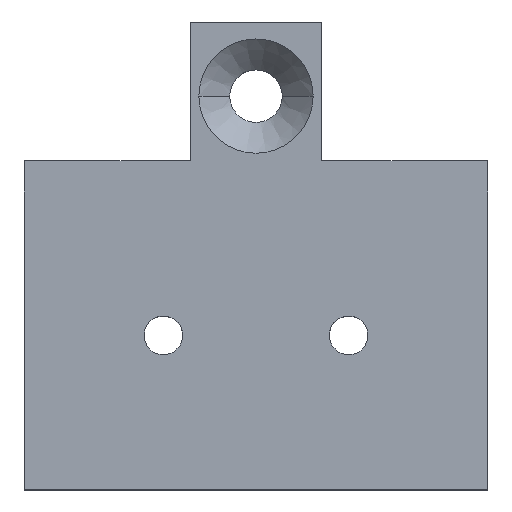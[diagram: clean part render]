
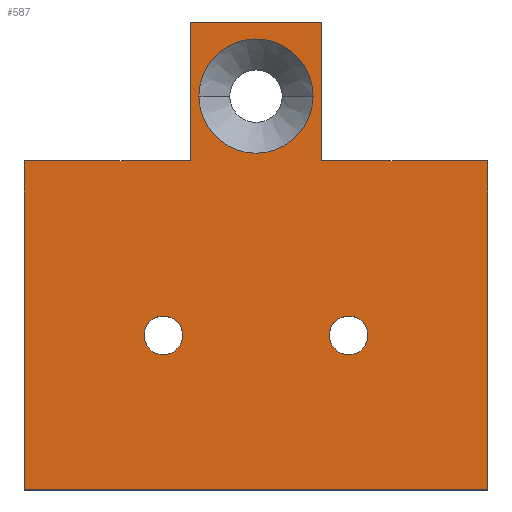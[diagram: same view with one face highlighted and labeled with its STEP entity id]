
A CAD part, top view. The second image highlights one B-rep face of the part: STEP entity #587.
In plain terms, the highlighted planar face has unit normal (0, 0, 1).
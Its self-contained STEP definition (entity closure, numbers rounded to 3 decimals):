
#5 = AXIS2_PLACEMENT_3D ( 'NONE', #418, #333, #693 ) ;
#8 = CARTESIAN_POINT ( 'NONE',  ( 65., -11.95, 8. ) ) ;
#20 = VERTEX_POINT ( 'NONE', #944 ) ;
#25 = LINE ( 'NONE', #1110, #602 ) ;
#26 = ORIENTED_EDGE ( 'NONE', *, *, #527, .F. ) ;
#29 = VECTOR ( 'NONE', #1168, 1000. ) ;
#34 = LINE ( 'NONE', #1137, #306 ) ;
#51 = EDGE_CURVE ( 'NONE', #1053, #817, #61, .T. ) ;
#61 = CIRCLE ( 'NONE', #741, 1.25 ) ;
#66 = CIRCLE ( 'NONE', #241, 3.7 ) ;
#67 = FACE_OUTER_BOUND ( 'NONE', #571, .T. ) ;
#70 = VERTEX_POINT ( 'NONE', #8 ) ;
#83 = DIRECTION ( 'NONE',  ( 0., -1., 0. ) ) ;
#98 = DIRECTION ( 'NONE',  ( -1., 0., 0. ) ) ;
#106 = EDGE_CURVE ( 'NONE', #367, #892, #109, .T. ) ;
#109 = LINE ( 'NONE', #474, #563 ) ;
#110 = DIRECTION ( 'NONE',  ( 0., 0., -1. ) ) ;
#129 = VERTEX_POINT ( 'NONE', #227 ) ;
#132 = DIRECTION ( 'NONE',  ( -1., 0., 0. ) ) ;
#138 = CARTESIAN_POINT ( 'NONE',  ( 50., -7.75, 8. ) ) ;
#166 = ORIENTED_EDGE ( 'NONE', *, *, #706, .F. ) ;
#167 = CARTESIAN_POINT ( 'NONE',  ( 40., -11.95, 8. ) ) ;
#170 = ORIENTED_EDGE ( 'NONE', *, *, #353, .T. ) ;
#189 = VERTEX_POINT ( 'NONE', #1132 ) ;
#198 = VERTEX_POINT ( 'NONE', #221 ) ;
#211 = VECTOR ( 'NONE', #597, 1000. ) ;
#221 = CARTESIAN_POINT ( 'NONE',  ( 54.25, -2.95, 8. ) ) ;
#227 = CARTESIAN_POINT ( 'NONE',  ( 53.7, -7.75, 8. ) ) ;
#230 = DIRECTION ( 'NONE',  ( 0., 0., -1. ) ) ;
#241 = AXIS2_PLACEMENT_3D ( 'NONE', #138, #230, #132 ) ;
#242 = CARTESIAN_POINT ( 'NONE',  ( 42.75, -23.25, 8. ) ) ;
#268 = EDGE_LOOP ( 'NONE', ( #170, #392 ) ) ;
#279 = LINE ( 'NONE', #1186, #507 ) ;
#282 = ORIENTED_EDGE ( 'NONE', *, *, #802, .F. ) ;
#290 = DIRECTION ( 'NONE',  ( -1., 0., 0. ) ) ;
#302 = LINE ( 'NONE', #862, #520 ) ;
#306 = VECTOR ( 'NONE', #316, 1000. ) ;
#309 = AXIS2_PLACEMENT_3D ( 'NONE', #835, #374, #1011 ) ;
#316 = DIRECTION ( 'NONE',  ( 1., 0., 0. ) ) ;
#333 = DIRECTION ( 'NONE',  ( 0., 0., -1. ) ) ;
#336 = FACE_BOUND ( 'NONE', #714, .T. ) ;
#353 = EDGE_CURVE ( 'NONE', #946, #1005, #1161, .T. ) ;
#358 = VECTOR ( 'NONE', #1147, 1000. ) ;
#367 = VERTEX_POINT ( 'NONE', #776 ) ;
#374 = DIRECTION ( 'NONE',  ( 0., 0., -1. ) ) ;
#392 = ORIENTED_EDGE ( 'NONE', *, *, #980, .T. ) ;
#415 = LINE ( 'NONE', #968, #358 ) ;
#418 = CARTESIAN_POINT ( 'NONE',  ( 56., -23.25, 8. ) ) ;
#426 = FACE_BOUND ( 'NONE', #268, .T. ) ;
#432 = ORIENTED_EDGE ( 'NONE', *, *, #513, .T. ) ;
#433 = CARTESIAN_POINT ( 'NONE',  ( 65., -33.25, 8. ) ) ;
#474 = CARTESIAN_POINT ( 'NONE',  ( 35., -34.609, 8. ) ) ;
#501 = ORIENTED_EDGE ( 'NONE', *, *, #931, .T. ) ;
#503 = CARTESIAN_POINT ( 'NONE',  ( 45.75, -2.95, 8. ) ) ;
#507 = VECTOR ( 'NONE', #83, 1000. ) ;
#513 = EDGE_CURVE ( 'NONE', #1091, #70, #302, .T. ) ;
#520 = VECTOR ( 'NONE', #669, 1000. ) ;
#527 = EDGE_CURVE ( 'NONE', #892, #987, #34, .T. ) ;
#544 = ORIENTED_EDGE ( 'NONE', *, *, #879, .T. ) ;
#549 = ORIENTED_EDGE ( 'NONE', *, *, #1079, .F. ) ;
#557 = CARTESIAN_POINT ( 'NONE',  ( 45.75, -11.95, 8. ) ) ;
#563 = VECTOR ( 'NONE', #843, 1000. ) ;
#571 = EDGE_LOOP ( 'NONE', ( #26, #836, #914, #432, #549, #166, #282, #544 ) ) ;
#579 = EDGE_LOOP ( 'NONE', ( #1185, #822 ) ) ;
#583 = DIRECTION ( 'NONE',  ( 1., 0., 0. ) ) ;
#587 = ADVANCED_FACE ( 'NONE', ( #612, #426, #336, #67 ), #792, .F. ) ;
#597 = DIRECTION ( 'NONE',  ( 1., 0., 0. ) ) ;
#602 = VECTOR ( 'NONE', #583, 1000. ) ;
#606 = CIRCLE ( 'NONE', #1064, 1.25 ) ;
#611 = CARTESIAN_POINT ( 'NONE',  ( 45.25, -23.25, 8. ) ) ;
#612 = FACE_BOUND ( 'NONE', #579, .T. ) ;
#666 = VERTEX_POINT ( 'NONE', #1103 ) ;
#669 = DIRECTION ( 'NONE',  ( 0., 1., 0. ) ) ;
#693 = DIRECTION ( 'NONE',  ( -1., 0., 0. ) ) ;
#702 = DIRECTION ( 'NONE',  ( 0., 0., -1. ) ) ;
#706 = EDGE_CURVE ( 'NONE', #198, #189, #279, .T. ) ;
#708 = CARTESIAN_POINT ( 'NONE',  ( 57.25, -23.25, 8. ) ) ;
#714 = EDGE_LOOP ( 'NONE', ( #501, #785 ) ) ;
#741 = AXIS2_PLACEMENT_3D ( 'NONE', #1029, #1096, #1112 ) ;
#747 = CARTESIAN_POINT ( 'NONE',  ( 54.75, -23.25, 8. ) ) ;
#776 = CARTESIAN_POINT ( 'NONE',  ( 35., -33.25, 8. ) ) ;
#778 = EDGE_CURVE ( 'NONE', #367, #1091, #25, .T. ) ;
#784 = AXIS2_PLACEMENT_3D ( 'NONE', #1066, #702, #788 ) ;
#785 = ORIENTED_EDGE ( 'NONE', *, *, #51, .T. ) ;
#788 = DIRECTION ( 'NONE',  ( -1., 0., 0. ) ) ;
#789 = EDGE_CURVE ( 'NONE', #129, #20, #66, .T. ) ;
#792 = PLANE ( 'NONE',  #784 ) ;
#796 = CIRCLE ( 'NONE', #906, 3.7 ) ;
#802 = EDGE_CURVE ( 'NONE', #666, #198, #865, .T. ) ;
#813 = LINE ( 'NONE', #167, #29 ) ;
#817 = VERTEX_POINT ( 'NONE', #242 ) ;
#822 = ORIENTED_EDGE ( 'NONE', *, *, #989, .T. ) ;
#835 = CARTESIAN_POINT ( 'NONE',  ( 44., -23.25, 8. ) ) ;
#836 = ORIENTED_EDGE ( 'NONE', *, *, #106, .F. ) ;
#843 = DIRECTION ( 'NONE',  ( 0., 1., 0. ) ) ;
#862 = CARTESIAN_POINT ( 'NONE',  ( 65., -34.609, 8. ) ) ;
#865 = LINE ( 'NONE', #503, #211 ) ;
#878 = CARTESIAN_POINT ( 'NONE',  ( 35., -11.95, 8. ) ) ;
#879 = EDGE_CURVE ( 'NONE', #666, #987, #415, .T. ) ;
#892 = VERTEX_POINT ( 'NONE', #878 ) ;
#906 = AXIS2_PLACEMENT_3D ( 'NONE', #926, #110, #98 ) ;
#909 = CARTESIAN_POINT ( 'NONE',  ( 56., -23.25, 8. ) ) ;
#914 = ORIENTED_EDGE ( 'NONE', *, *, #778, .T. ) ;
#926 = CARTESIAN_POINT ( 'NONE',  ( 50., -7.75, 8. ) ) ;
#931 = EDGE_CURVE ( 'NONE', #817, #1053, #1067, .T. ) ;
#944 = CARTESIAN_POINT ( 'NONE',  ( 46.3, -7.75, 8. ) ) ;
#946 = VERTEX_POINT ( 'NONE', #747 ) ;
#968 = CARTESIAN_POINT ( 'NONE',  ( 45.75, -2.95, 8. ) ) ;
#980 = EDGE_CURVE ( 'NONE', #1005, #946, #606, .T. ) ;
#987 = VERTEX_POINT ( 'NONE', #557 ) ;
#989 = EDGE_CURVE ( 'NONE', #20, #129, #796, .T. ) ;
#1005 = VERTEX_POINT ( 'NONE', #708 ) ;
#1011 = DIRECTION ( 'NONE',  ( -1., 0., 0. ) ) ;
#1029 = CARTESIAN_POINT ( 'NONE',  ( 44., -23.25, 8. ) ) ;
#1053 = VERTEX_POINT ( 'NONE', #611 ) ;
#1064 = AXIS2_PLACEMENT_3D ( 'NONE', #909, #1113, #290 ) ;
#1066 = CARTESIAN_POINT ( 'NONE',  ( 0., 0., 8. ) ) ;
#1067 = CIRCLE ( 'NONE', #309, 1.25 ) ;
#1079 = EDGE_CURVE ( 'NONE', #189, #70, #813, .T. ) ;
#1091 = VERTEX_POINT ( 'NONE', #433 ) ;
#1096 = DIRECTION ( 'NONE',  ( 0., 0., -1. ) ) ;
#1103 = CARTESIAN_POINT ( 'NONE',  ( 45.75, -2.95, 8. ) ) ;
#1110 = CARTESIAN_POINT ( 'NONE',  ( 22.907, -33.25, 8. ) ) ;
#1112 = DIRECTION ( 'NONE',  ( -1., 0., 0. ) ) ;
#1113 = DIRECTION ( 'NONE',  ( 0., 0., -1. ) ) ;
#1132 = CARTESIAN_POINT ( 'NONE',  ( 54.25, -11.95, 8. ) ) ;
#1137 = CARTESIAN_POINT ( 'NONE',  ( 40., -11.95, 8. ) ) ;
#1147 = DIRECTION ( 'NONE',  ( 0., -1., 0. ) ) ;
#1161 = CIRCLE ( 'NONE', #5, 1.25 ) ;
#1168 = DIRECTION ( 'NONE',  ( 1., 0., 0. ) ) ;
#1185 = ORIENTED_EDGE ( 'NONE', *, *, #789, .T. ) ;
#1186 = CARTESIAN_POINT ( 'NONE',  ( 54.25, -2.95, 8. ) ) ;
